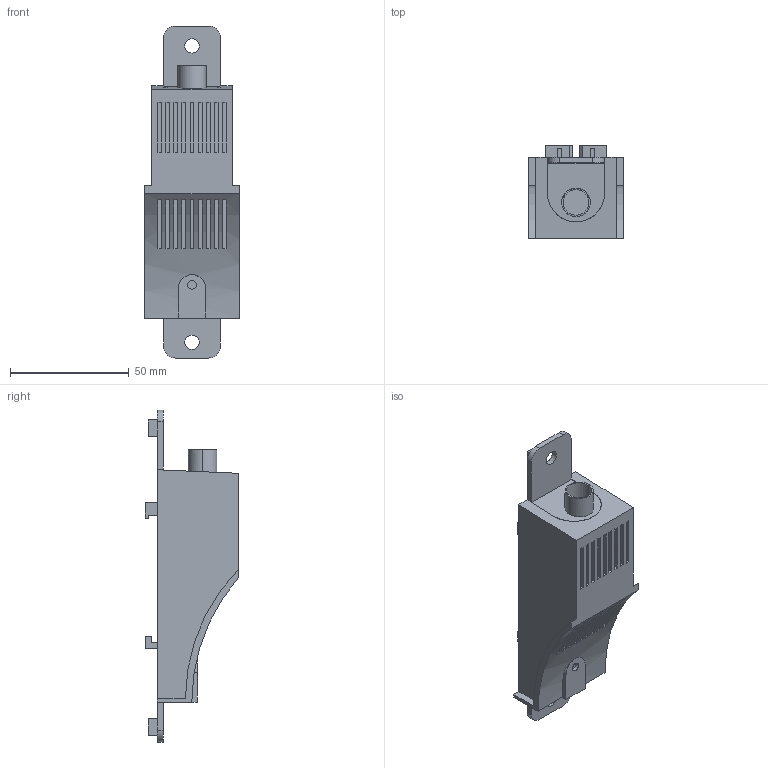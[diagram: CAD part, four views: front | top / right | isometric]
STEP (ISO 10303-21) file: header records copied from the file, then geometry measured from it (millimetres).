
FILE_DESCRIPTION(('starvars output'),'2;1');
FILE_NAME('cv20200416112319000010387.stp','11:23:19 2020/04/16',( 'Thomas Industrial Network Germany GmbH'),( 'Thomas Industrial Network Germany GmbH'),'unknown preprocess','ACIS' ,'unknown authorization');
FILE_SCHEMA(('AUTOMOTIVE_DESIGN_CC2 {UNKNOWN IMPLEMENTATION LEVEL}'));
Length unit declared in the file: millimetre
Products named in the file (1): PRODUCT_ID_1
Bounding box: 40 x 39.28 x 140 mm (x, y, z)
Volume: 87487.9 mm3; surface area: 24907.3 mm2
Topology: 1 solids, 1 shells, 188 faces, 470 edges, 313 vertices
Faces by surface type: plane 169, cylinder 19
Entity records: 6996 total; most frequent: CARTESIAN_POINT 954, ORIENTED_EDGE 940, DIRECTION 847, EDGE_CURVE 470, VECTOR 399, LINE 399, VERTEX_POINT 313, AXIS2_PLACEMENT_3D 224
